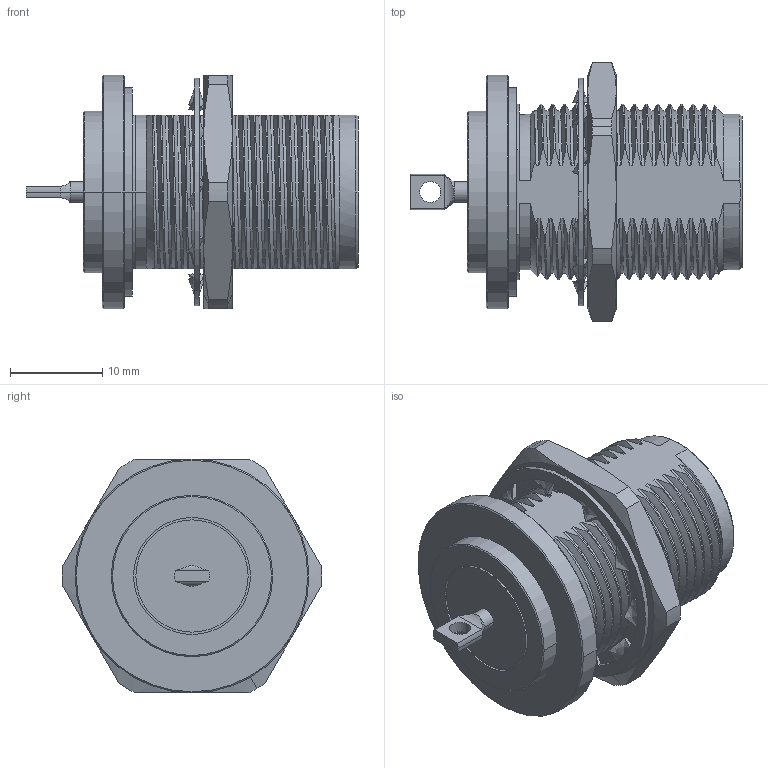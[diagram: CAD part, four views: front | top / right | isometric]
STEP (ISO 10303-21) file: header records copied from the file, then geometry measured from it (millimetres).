
FILE_DESCRIPTION (( 'STEP AP203' ), '1' );
FILE_NAME ('PE4481.step', '2019-07-15T13:02:46', ( '' ), ( '' ), 'SwSTEP 2.0', 'SolidWorks 2018', '' );
FILE_SCHEMA (( 'CONFIG_CONTROL_DESIGN' ));
Products named in the file (1): PE4481
Bounding box: 36.07 x 28.22 x 25.4 mm (x, y, z)
Volume: 7343.1 mm3; surface area: 6265.7 mm2
Topology: 4 solids, 4 shells, 346 faces, 996 edges, 667 vertices
Faces by surface type: bspline 141, cylinder 109, plane 57, cone 39
Entity records: 70182 total; most frequent: CARTESIAN_POINT 62608, ORIENTED_EDGE 1992, DIRECTION 1075, EDGE_CURVE 996, VERTEX_POINT 667, AXIS2_PLACEMENT_3D 394, EDGE_LOOP 363, FACE_OUTER_BOUND 346
